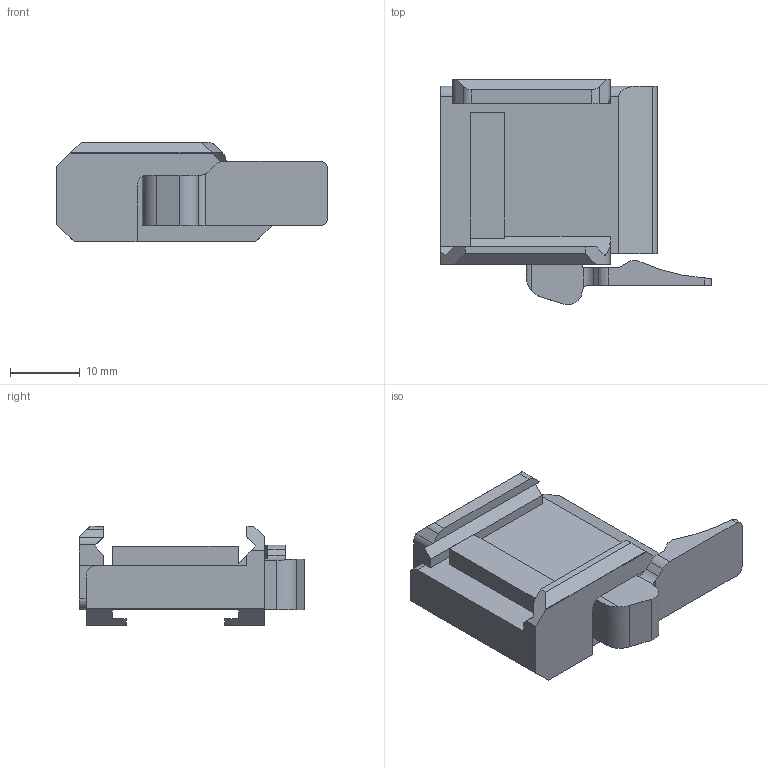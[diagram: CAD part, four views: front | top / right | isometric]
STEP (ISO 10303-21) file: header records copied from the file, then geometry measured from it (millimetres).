
FILE_DESCRIPTION(/* description */ ('baseBody_CZ82'),/* implementation_level */ '2;1');
FILE_NAME(/* name */ 'oLight_PL_MINI2',/* time_stamp */ '2023-09-18T17:34:32-04:00',/* author */ ('George'),/* organization */ ('Archive 663'),/* preprocessor_version */ 'ST-DEVELOPER v16.7',/* originating_system */ 'Solid Edge',/* authorisation */ 'Unknown');
FILE_SCHEMA (('CONFIG_CONTROL_DESIGN','AUTOMOTIVE_DESIGN {1 0 10303 214 3 1 1}'));
Length unit declared in the file: millimetre
Products named in the file (1): oLight_PL_MINI2
Bounding box: 38.75 x 32.28 x 14.2 mm (x, y, z)
Volume: 6880.4 mm3; surface area: 3967.8 mm2
Topology: 1 solids, 1 shells, 82 faces, 237 edges, 157 vertices
Faces by surface type: plane 60, cylinder 21, bspline 1
Entity records: 2724 total; most frequent: CARTESIAN_POINT 512, ORIENTED_EDGE 474, DIRECTION 434, EDGE_CURVE 237, LINE 190, VECTOR 190, VERTEX_POINT 157, AXIS2_PLACEMENT_3D 122
